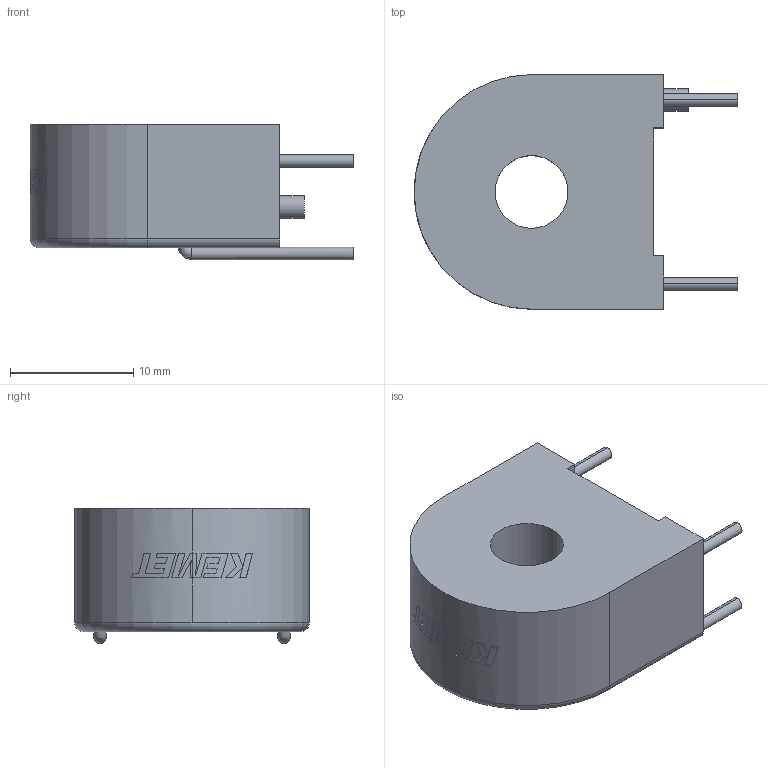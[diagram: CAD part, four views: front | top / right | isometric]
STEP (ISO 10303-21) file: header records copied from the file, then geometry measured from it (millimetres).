
FILE_DESCRIPTION (( 'STEP AP214' ), '1' );
FILE_NAME ('Default.STEP', '2018-06-08T19:26:42', ( '' ), ( '' ), 'SwSTEP 2.0', 'SolidWorks 2014', '' );
FILE_SCHEMA (( 'AUTOMOTIVE_DESIGN' ));
Length unit declared in the file: millimetre
Products named in the file (1): Default
Bounding box: 26.2 x 19 x 10.96 mm (x, y, z)
Volume: 3123.3 mm3; surface area: 1631.1 mm2
Topology: 1 solids, 1 shells, 90 faces, 247 edges, 164 vertices
Faces by surface type: plane 36, bspline 33, cylinder 20, torus 1
Entity records: 3548 total; most frequent: CARTESIAN_POINT 1100, ORIENTED_EDGE 494, DIRECTION 333, EDGE_CURVE 247, VERTEX_POINT 164, AXIS2_PLACEMENT_3D 143, B_SPLINE_CURVE_WITH_KNOTS 115, EDGE_LOOP 97
